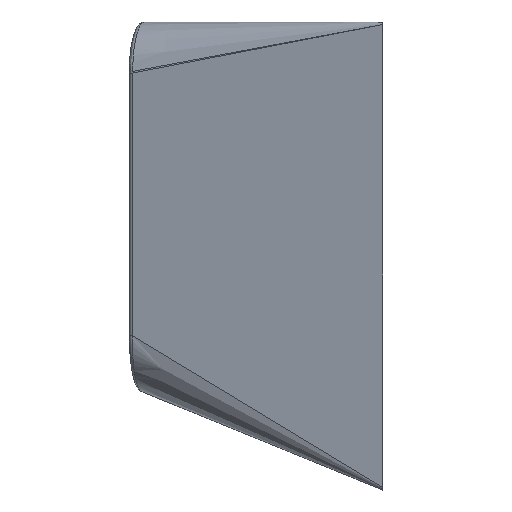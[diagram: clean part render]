
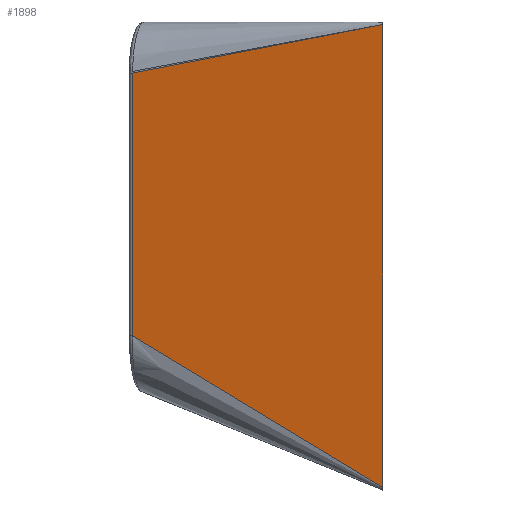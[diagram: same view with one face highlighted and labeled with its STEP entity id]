
A CAD part, left-side view. The second image highlights one B-rep face of the part: STEP entity #1898.
In plain terms, the highlighted planar face has unit normal (-0.956, 0.293, 0).
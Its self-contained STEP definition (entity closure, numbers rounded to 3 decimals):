
#130 = ORIENTED_EDGE ( 'NONE', *, *, #729, .F. ) ;
#198 = VERTEX_POINT ( 'NONE', #738 ) ;
#223 = LINE ( 'NONE', #862, #1849 ) ;
#315 = VECTOR ( 'NONE', #1740, 1000. ) ;
#364 = ORIENTED_EDGE ( 'NONE', *, *, #550, .F. ) ;
#414 = VERTEX_POINT ( 'NONE', #1691 ) ;
#423 = DIRECTION ( 'NONE',  ( 0., 0., -1. ) ) ;
#543 = VERTEX_POINT ( 'NONE', #1466 ) ;
#550 = EDGE_CURVE ( 'NONE', #1280, #198, #223, .T. ) ;
#553 = CARTESIAN_POINT ( 'NONE',  ( -6.056, 9.616, -3.067 ) ) ;
#632 = CARTESIAN_POINT ( 'NONE',  ( -9., 0., 9. ) ) ;
#680 = EDGE_CURVE ( 'NONE', #414, #543, #882, .T. ) ;
#729 = EDGE_CURVE ( 'NONE', #198, #414, #1294, .T. ) ;
#738 = CARTESIAN_POINT ( 'NONE',  ( -9., 0., -8.898 ) ) ;
#786 = FACE_OUTER_BOUND ( 'NONE', #1239, .T. ) ;
#826 = CARTESIAN_POINT ( 'NONE',  ( -6.056, 9.616, 8.943 ) ) ;
#862 = CARTESIAN_POINT ( 'NONE',  ( -9., 0., 9. ) ) ;
#878 = AXIS2_PLACEMENT_3D ( 'NONE', #632, #1540, #1373 ) ;
#882 = LINE ( 'NONE', #826, #315 ) ;
#937 = DIRECTION ( 'NONE',  ( -0.288, -0.94, 0.182 ) ) ;
#1232 = LINE ( 'NONE', #1831, #1749 ) ;
#1239 = EDGE_LOOP ( 'NONE', ( #364, #1287, #1903, #130 ) ) ;
#1244 = PLANE ( 'NONE',  #878 ) ;
#1280 = VERTEX_POINT ( 'NONE', #1580 ) ;
#1287 = ORIENTED_EDGE ( 'NONE', *, *, #1483, .F. ) ;
#1294 = B_SPLINE_CURVE_WITH_KNOTS ( 'NONE', 1,
 ( #1578, #553 ),
 .UNSPECIFIED., .F., .F.,
 ( 2, 2 ),
 ( 0., 1. ),
 .UNSPECIFIED. ) ;
#1373 = DIRECTION ( 'NONE',  ( 0.293, 0.956, 0. ) ) ;
#1466 = CARTESIAN_POINT ( 'NONE',  ( -6.056, 9.616, 7.036 ) ) ;
#1483 = EDGE_CURVE ( 'NONE', #543, #1280, #1232, .T. ) ;
#1540 = DIRECTION ( 'NONE',  ( 0.956, -0.293, 0. ) ) ;
#1578 = CARTESIAN_POINT ( 'NONE',  ( -9., 0., -8.898 ) ) ;
#1580 = CARTESIAN_POINT ( 'NONE',  ( -9., 0., 8.9 ) ) ;
#1691 = CARTESIAN_POINT ( 'NONE',  ( -6.056, 9.616, -3.067 ) ) ;
#1740 = DIRECTION ( 'NONE',  ( 0., 0., 1. ) ) ;
#1749 = VECTOR ( 'NONE', #937, 1000. ) ;
#1831 = CARTESIAN_POINT ( 'NONE',  ( -6.056, 9.616, 7.036 ) ) ;
#1849 = VECTOR ( 'NONE', #423, 1000. ) ;
#1898 = ADVANCED_FACE ( 'NONE', ( #786 ), #1244, .F. ) ;
#1903 = ORIENTED_EDGE ( 'NONE', *, *, #680, .F. ) ;
